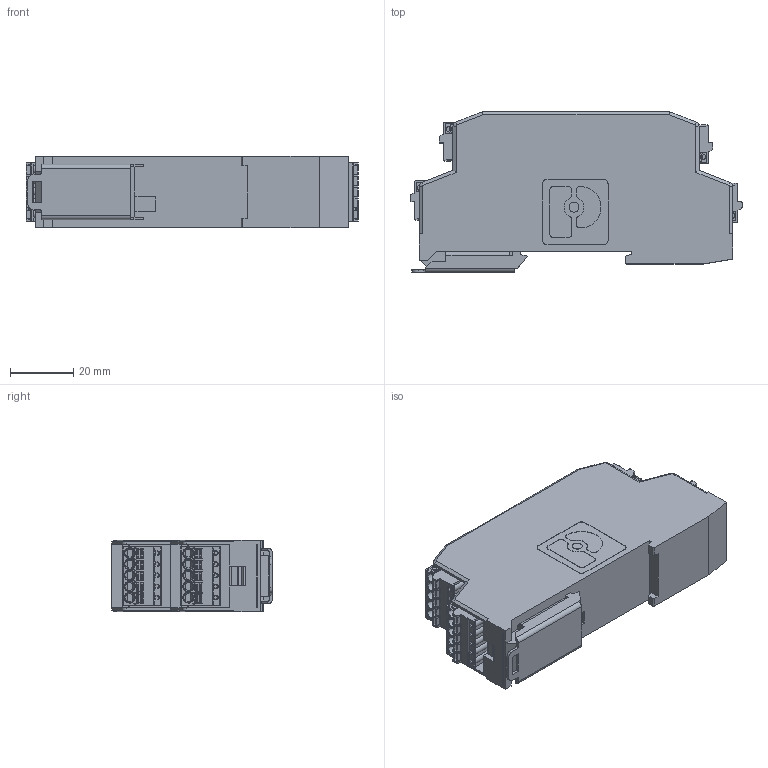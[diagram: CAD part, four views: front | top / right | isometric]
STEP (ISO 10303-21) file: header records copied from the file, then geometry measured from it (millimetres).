
FILE_DESCRIPTION((''),'2;1');
FILE_NAME('SU100_SW0001','2010-12-06T',('mschubert'),(''),'PRO/ENGINEER BY PARAMETRIC TECHNOLOGY CORPORATION, 2007250','PRO/ENGINEER BY PARAMETRIC TECHNOLOGY CORPORATION, 2007250','');
FILE_SCHEMA(('CONFIG_CONTROL_DESIGN'));
Products named in the file (1): SU100_SW0001
Bounding box: 104.7 x 50.6 x 22.6 mm (x, y, z)
Volume: 88935.4 mm3; surface area: 24500.8 mm2
Topology: 1 solids, 12 shells, 2282 faces, 6215 edges, 3981 vertices
Faces by surface type: plane 1632, cylinder 522, cone 128
Entity records: 90925 total; most frequent: CARTESIAN_POINT 14178, ORIENTED_EDGE 12424, DIRECTION 11680, PRESENTATION_STYLE_ASSIGNMENT 6217, STYLED_ITEM 6217, CURVE_STYLE 6216, EDGE_CURVE 6212, VECTOR 4742
